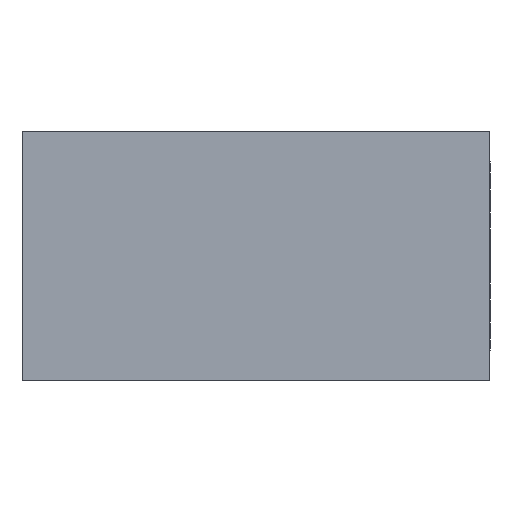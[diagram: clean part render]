
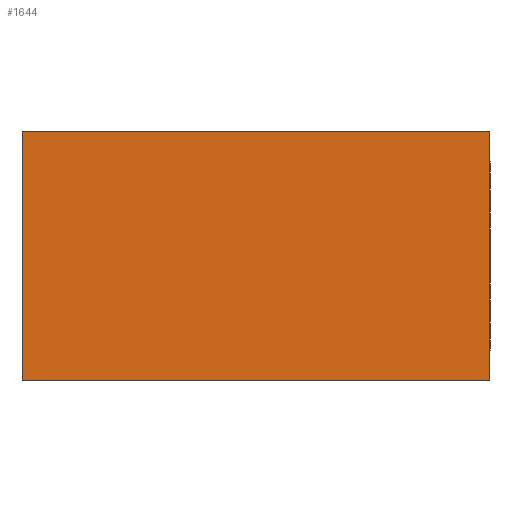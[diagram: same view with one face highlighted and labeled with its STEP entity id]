
A CAD part, left-side view. The second image highlights one B-rep face of the part: STEP entity #1644.
In plain terms, the highlighted planar face has unit normal (-1, 0, 0).
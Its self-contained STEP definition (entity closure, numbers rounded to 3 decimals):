
#91 = CARTESIAN_POINT ( 'NONE',  ( 0., -60., 32. ) ) ;
#235 = DIRECTION ( 'NONE',  ( 0., -1., 0. ) ) ;
#471 = VERTEX_POINT ( 'NONE', #6823 ) ;
#1175 = CARTESIAN_POINT ( 'NONE',  ( 0., 0., 32. ) ) ;
#1390 = CARTESIAN_POINT ( 'NONE',  ( 0., 0., 32. ) ) ;
#1644 = ADVANCED_FACE ( 'NONE', ( #4001 ), #5178, .F. ) ;
#1712 = CARTESIAN_POINT ( 'NONE',  ( 0., 0., 32. ) ) ;
#1732 = DIRECTION ( 'NONE',  ( 0., 0., -1. ) ) ;
#2115 = ORIENTED_EDGE ( 'NONE', *, *, #10477, .F. ) ;
#2203 = EDGE_CURVE ( 'NONE', #471, #4959, #7522, .T. ) ;
#2623 = CARTESIAN_POINT ( 'NONE',  ( 0., -60., 32. ) ) ;
#2825 = DIRECTION ( 'NONE',  ( 1., 0., 0. ) ) ;
#3101 = DIRECTION ( 'NONE',  ( 0., -1., 0. ) ) ;
#3193 = VERTEX_POINT ( 'NONE', #91 ) ;
#3333 = VECTOR ( 'NONE', #9832, 1000. ) ;
#3760 = LINE ( 'NONE', #1390, #5632 ) ;
#4001 = FACE_OUTER_BOUND ( 'NONE', #4997, .T. ) ;
#4959 = VERTEX_POINT ( 'NONE', #5222 ) ;
#4997 = EDGE_LOOP ( 'NONE', ( #8951, #2115, #8718, #9198 ) ) ;
#5178 = PLANE ( 'NONE',  #8784 ) ;
#5222 = CARTESIAN_POINT ( 'NONE',  ( 0., -60., 0. ) ) ;
#5290 = DIRECTION ( 'NONE',  ( 0., 1., 0. ) ) ;
#5356 = LINE ( 'NONE', #2623, #3333 ) ;
#5394 = VECTOR ( 'NONE', #1732, 1000. ) ;
#5632 = VECTOR ( 'NONE', #3101, 1000. ) ;
#6564 = CARTESIAN_POINT ( 'NONE',  ( 0., 0., 32. ) ) ;
#6581 = EDGE_CURVE ( 'NONE', #7974, #3193, #3760, .T. ) ;
#6773 = EDGE_CURVE ( 'NONE', #7974, #471, #7517, .T. ) ;
#6823 = CARTESIAN_POINT ( 'NONE',  ( 0., 0., 0. ) ) ;
#7517 = LINE ( 'NONE', #6564, #5394 ) ;
#7522 = LINE ( 'NONE', #10357, #7790 ) ;
#7790 = VECTOR ( 'NONE', #235, 1000. ) ;
#7974 = VERTEX_POINT ( 'NONE', #1712 ) ;
#8718 = ORIENTED_EDGE ( 'NONE', *, *, #6581, .F. ) ;
#8784 = AXIS2_PLACEMENT_3D ( 'NONE', #1175, #2825, #5290 ) ;
#8951 = ORIENTED_EDGE ( 'NONE', *, *, #2203, .T. ) ;
#9198 = ORIENTED_EDGE ( 'NONE', *, *, #6773, .T. ) ;
#9832 = DIRECTION ( 'NONE',  ( 0., 0., -1. ) ) ;
#10357 = CARTESIAN_POINT ( 'NONE',  ( 0., 0., 0. ) ) ;
#10477 = EDGE_CURVE ( 'NONE', #3193, #4959, #5356, .T. ) ;
